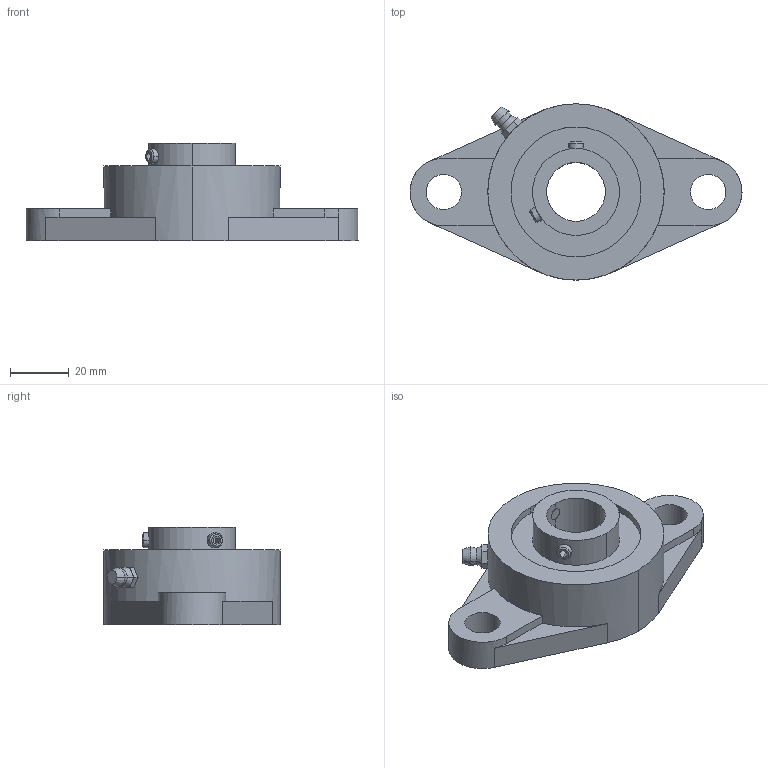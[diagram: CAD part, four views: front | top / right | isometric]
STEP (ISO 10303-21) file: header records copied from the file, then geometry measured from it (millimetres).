
FILE_DESCRIPTION( ( '' ), '1' );
FILE_NAME( 'ucfl204d1_20_d1__2_03.stp', '2011-08-09T16:29:59', ( '' ), ( '' ), ' ', ' ', ' ' );
FILE_SCHEMA( ( 'CONFIG_CONTROL_DESIGN' ) );
Length unit declared in the file: millimetre
Products named in the file (2): 1; 2
Bounding box: 113 x 60 x 33.3 mm (x, y, z)
Volume: 66359.9 mm3; surface area: 19738.9 mm2
Topology: 2 solids, 2 shells, 104 faces, 255 edges, 163 vertices
Faces by surface type: plane 58, cylinder 36, cone 10
Entity records: 3402 total; most frequent: CARTESIAN_POINT 794, DIRECTION 542, ORIENTED_EDGE 510, EDGE_CURVE 255, AXIS2_PLACEMENT_3D 195, VERTEX_POINT 163, LINE 152, VECTOR 152
